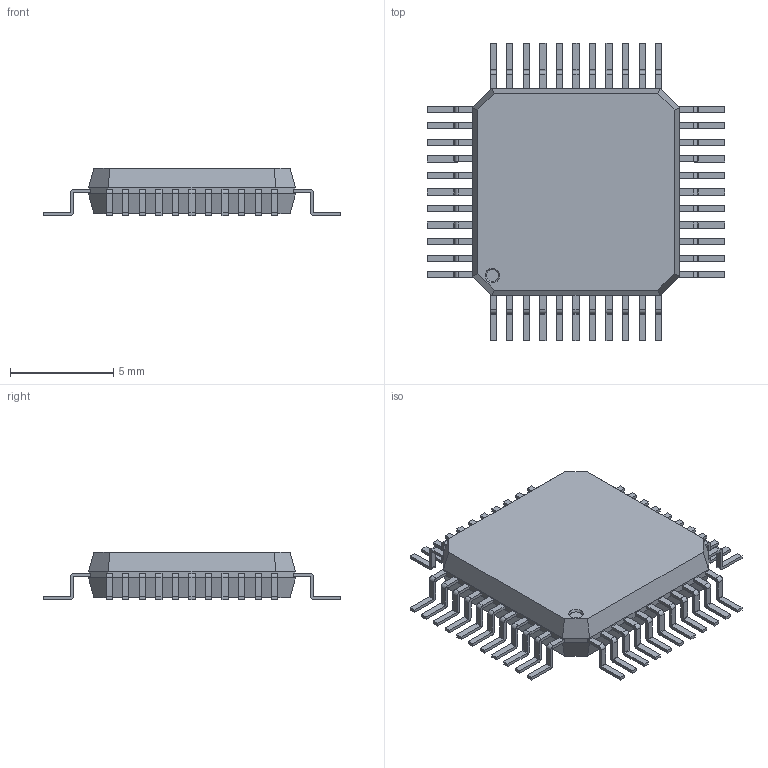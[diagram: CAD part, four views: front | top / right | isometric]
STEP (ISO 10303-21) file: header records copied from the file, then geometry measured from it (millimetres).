
FILE_DESCRIPTION(('STEP AP214'), '1');
FILE_NAME('QFP_package', '2019-01-11T21:26:06', ('Che'), (''), 'ASCON STEP Converter 1.3', 'ASCON Math Kernel', '');
FILE_SCHEMA(('AUTOMOTIVE_DESIGN { 1 0 10303 214 3 1 1}'));
Length unit declared in the file: millimetre
Bounding box: 14.4 x 14.4 x 2.3 mm (x, y, z)
Volume: 213.4 mm3; surface area: 390.1 mm2
Topology: 1 solids, 1 shells, 600 faces, 1667 edges, 1106 vertices
Faces by surface type: plane 423, cylinder 176, cone 1
Entity records: 23956 total; most frequent: CARTESIAN_POINT 3373, ORIENTED_EDGE 3332, DIRECTION 3222, EDGE_CURVE 1666, LINE 1312, VECTOR 1312, VERTEX_POINT 1106, AXIS2_PLACEMENT_3D 955
